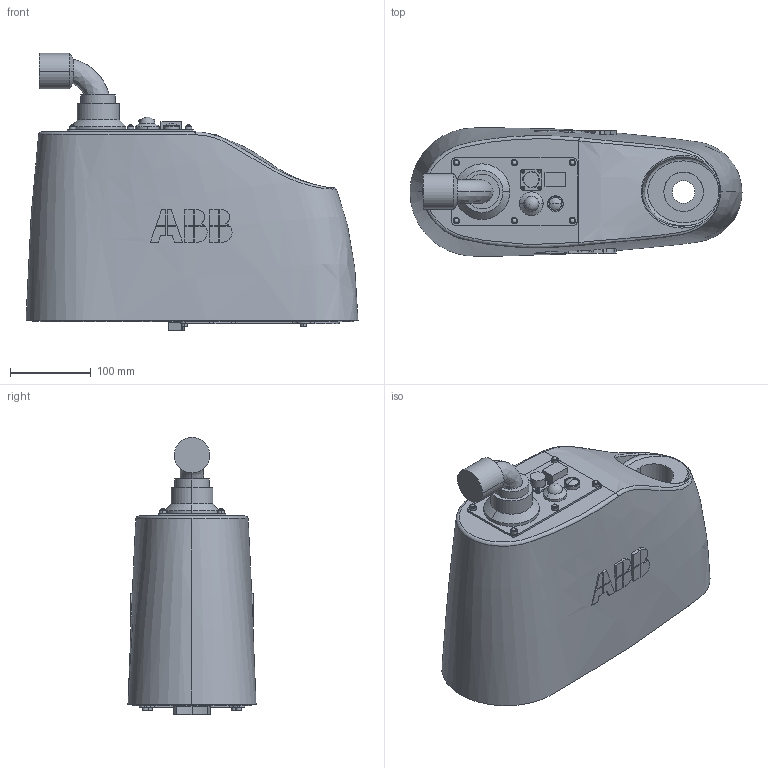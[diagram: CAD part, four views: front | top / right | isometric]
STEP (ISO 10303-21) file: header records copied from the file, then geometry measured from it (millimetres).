
FILE_DESCRIPTION (( 'STEP AP214' ), '1' );
FILE_NAME ('IRB 910SC_IRC5C_Arm2_Standard_rev0.step', '2021-03-15T08:30:42', ( '' ), ( '' ), 'SwSTEP 2.0', 'SolidWorks 2018', '' );
FILE_SCHEMA (( 'AUTOMOTIVE_DESIGN' ));
Length unit declared in the file: millimetre
Products named in the file (1): IRB 910SC_IRC5C_Arm2_Standard_rev0
Bounding box: 412 x 159 x 343.9 mm (x, y, z)
Volume: 10980994.4 mm3; surface area: 361726 mm2
Topology: 1 solids, 11 shells, 640 faces, 1534 edges, 991 vertices
Faces by surface type: plane 326, cylinder 158, bspline 68, cone 68, torus 19, sphere 1
Entity records: 34223 total; most frequent: CARTESIAN_POINT 12779, ORIENTED_EDGE 3034, DIRECTION 2835, EDGE_CURVE 1517, AXIS2_PLACEMENT_3D 1059, VERTEX_POINT 989, EDGE_LOOP 740, VECTOR 717
